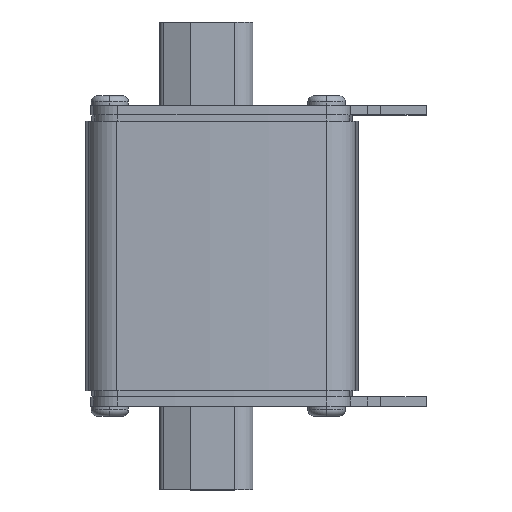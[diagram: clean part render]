
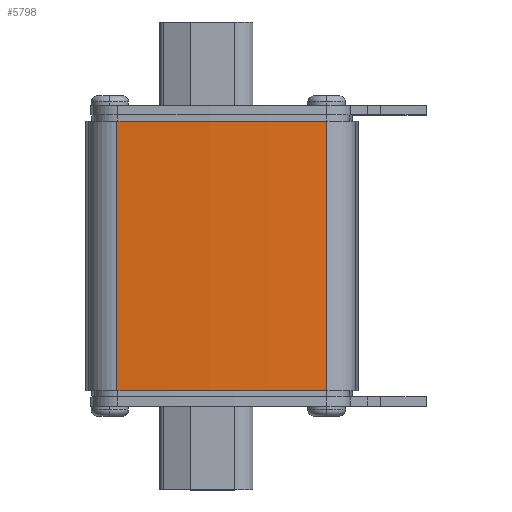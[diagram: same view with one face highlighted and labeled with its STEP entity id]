
A CAD part, top view. The second image highlights one B-rep face of the part: STEP entity #5798.
In plain terms, the highlighted free-form (B-spline) face has degree [3, 1] with [5, 2] control points.
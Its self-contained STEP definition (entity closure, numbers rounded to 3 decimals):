
#106 = CARTESIAN_POINT ( 'NONE',  ( 0., -21.75, 14.467 ) ) ;
#219 = CARTESIAN_POINT ( 'NONE',  ( 16.935, -21.75, 13.6 ) ) ;
#302 = VECTOR ( 'NONE', #3995, 1000. ) ;
#522 = EDGE_CURVE ( 'NONE', #4882, #5257, #6295, .T. ) ;
#595 = CARTESIAN_POINT ( 'NONE',  ( 11.29, -21.75, 14.033 ) ) ;
#666 = EDGE_CURVE ( 'NONE', #4393, #2362, #1609, .T. ) ;
#683 = CARTESIAN_POINT ( 'NONE',  ( -16.935, -21.75, 13.6 ) ) ;
#932 = CARTESIAN_POINT ( 'NONE',  ( 16.935, 21.75, 13.6 ) ) ;
#1054 = VECTOR ( 'NONE', #1121, 1000. ) ;
#1077 = CARTESIAN_POINT ( 'NONE',  ( 16.935, -21.75, 13.6 ) ) ;
#1121 = DIRECTION ( 'NONE',  ( 0., 1., 0. ) ) ;
#1403 = CARTESIAN_POINT ( 'NONE',  ( 0., 21.75, 14.467 ) ) ;
#1560 = CARTESIAN_POINT ( 'NONE',  ( -16.935, 21.75, 13.6 ) ) ;
#1609 = LINE ( 'NONE', #3114, #302 ) ;
#2060 = EDGE_LOOP ( 'NONE', ( #6197, #5146, #4867, #5198 ) ) ;
#2310 = EDGE_CURVE ( 'NONE', #2362, #5257, #5037, .T. ) ;
#2362 = VERTEX_POINT ( 'NONE', #5385 ) ;
#2757 = CARTESIAN_POINT ( 'NONE',  ( 16.935, -21.75, 13.6 ) ) ;
#2863 = CARTESIAN_POINT ( 'NONE',  ( 16.935, -21.75, 13.6 ) ) ;
#3053 = CARTESIAN_POINT ( 'NONE',  ( -11.29, 21.75, 14.033 ) ) ;
#3082 = EDGE_CURVE ( 'NONE', #4393, #4882, #4557, .T. ) ;
#3114 = CARTESIAN_POINT ( 'NONE',  ( -16.935, -21.75, 13.6 ) ) ;
#3162 = CARTESIAN_POINT ( 'NONE',  ( 11.29, -21.75, 14.033 ) ) ;
#3388 = CARTESIAN_POINT ( 'NONE',  ( -16.935, 21.75, 13.6 ) ) ;
#3551 = CARTESIAN_POINT ( 'NONE',  ( 0., 21.75, 14.467 ) ) ;
#3609 = CARTESIAN_POINT ( 'NONE',  ( 16.935, 21.75, 13.6 ) ) ;
#3826 = CARTESIAN_POINT ( 'NONE',  ( -16.935, -21.75, 13.6 ) ) ;
#3886 = CARTESIAN_POINT ( 'NONE',  ( 11.29, 21.75, 14.033 ) ) ;
#3995 = DIRECTION ( 'NONE',  ( 0., 1., 0. ) ) ;
#4050 = CARTESIAN_POINT ( 'NONE',  ( 11.29, 21.75, 14.033 ) ) ;
#4138 = CARTESIAN_POINT ( 'NONE',  ( -11.29, -21.75, 14.033 ) ) ;
#4245 = B_SPLINE_SURFACE_WITH_KNOTS ( 'NONE', 3, 1, ( 
 ( #5518, #1560 ),
 ( #6007, #3053 ),
 ( #106, #3551 ),
 ( #595, #4050 ),
 ( #1077, #4541 ) ),
 .UNSPECIFIED., .F., .F., .F.,
 ( 4, 1, 4 ),
 ( 2, 2 ),
 ( 0.097, 0.5, 0.903 ),
 ( 0., 1. ),
 .UNSPECIFIED. ) ;
#4393 = VERTEX_POINT ( 'NONE', #3826 ) ;
#4541 = CARTESIAN_POINT ( 'NONE',  ( 16.935, 21.75, 13.6 ) ) ;
#4557 = B_SPLINE_CURVE_WITH_KNOTS ( 'NONE', 3,
 ( #683, #4138, #5634, #3162, #219 ),
 .UNSPECIFIED., .F., .F.,
 ( 4, 1, 4 ),
 ( 0.097, 0.5, 0.903 ),
 .UNSPECIFIED. ) ;
#4729 = FACE_OUTER_BOUND ( 'NONE', #2060, .T. ) ;
#4867 = ORIENTED_EDGE ( 'NONE', *, *, #666, .F. ) ;
#4882 = VERTEX_POINT ( 'NONE', #2863 ) ;
#5037 = B_SPLINE_CURVE_WITH_KNOTS ( 'NONE', 3,
 ( #3388, #5851, #1403, #3886, #932 ),
 .UNSPECIFIED., .F., .F.,
 ( 4, 1, 4 ),
 ( 0.097, 0.5, 0.903 ),
 .UNSPECIFIED. ) ;
#5146 = ORIENTED_EDGE ( 'NONE', *, *, #2310, .F. ) ;
#5198 = ORIENTED_EDGE ( 'NONE', *, *, #3082, .T. ) ;
#5257 = VERTEX_POINT ( 'NONE', #3609 ) ;
#5385 = CARTESIAN_POINT ( 'NONE',  ( -16.935, 21.75, 13.6 ) ) ;
#5518 = CARTESIAN_POINT ( 'NONE',  ( -16.935, -21.75, 13.6 ) ) ;
#5634 = CARTESIAN_POINT ( 'NONE',  ( 0., -21.75, 14.467 ) ) ;
#5798 = ADVANCED_FACE ( 'NONE', ( #4729 ), #4245, .T. ) ;
#5851 = CARTESIAN_POINT ( 'NONE',  ( -11.29, 21.75, 14.033 ) ) ;
#6007 = CARTESIAN_POINT ( 'NONE',  ( -11.29, -21.75, 14.033 ) ) ;
#6197 = ORIENTED_EDGE ( 'NONE', *, *, #522, .T. ) ;
#6295 = LINE ( 'NONE', #2757, #1054 ) ;
